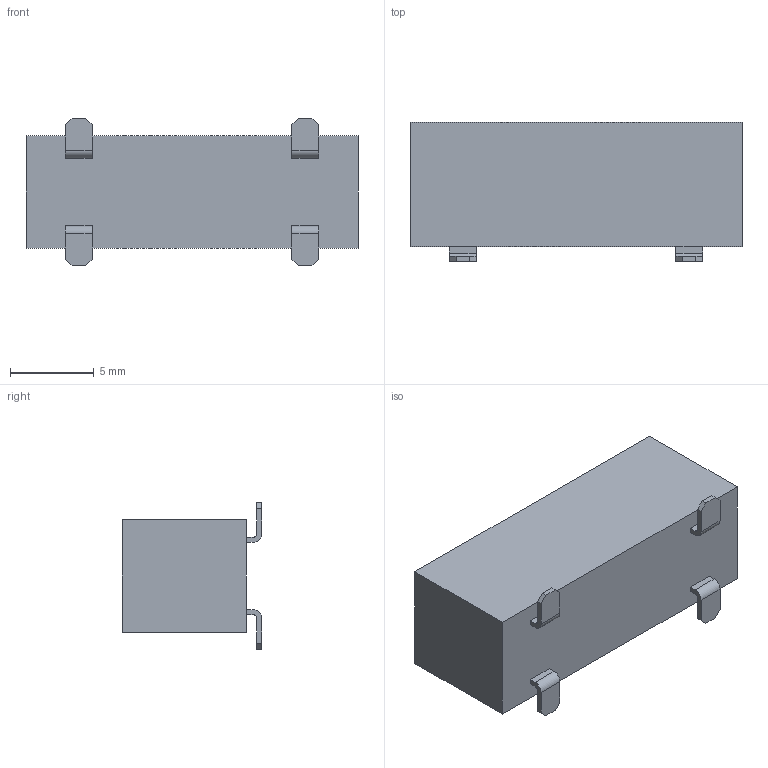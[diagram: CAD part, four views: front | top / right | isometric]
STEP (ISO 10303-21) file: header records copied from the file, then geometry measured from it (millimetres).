
FILE_DESCRIPTION (( 'STEP AP214' ), '1' );
FILE_NAME ('3587TR.STEP', '2018-09-17T15:38:21', ( '' ), ( '' ), 'SwSTEP 2.0', 'SolidWorks 2018', '' );
FILE_SCHEMA (( 'AUTOMOTIVE_DESIGN' ));
Length unit declared in the file: millimetre
Products named in the file (1): 3587TR
Bounding box: 19.8 x 8.3 x 8.8 mm (x, y, z)
Volume: 529 mm3; surface area: 1550.9 mm2
Topology: 1 solids, 1 shells, 105 faces, 288 edges, 192 vertices
Faces by surface type: plane 81, cylinder 24
Entity records: 4290 total; most frequent: CARTESIAN_POINT 586, ORIENTED_EDGE 576, DIRECTION 548, EDGE_CURVE 288, LINE 240, VECTOR 240, VERTEX_POINT 192, AXIS2_PLACEMENT_3D 154
